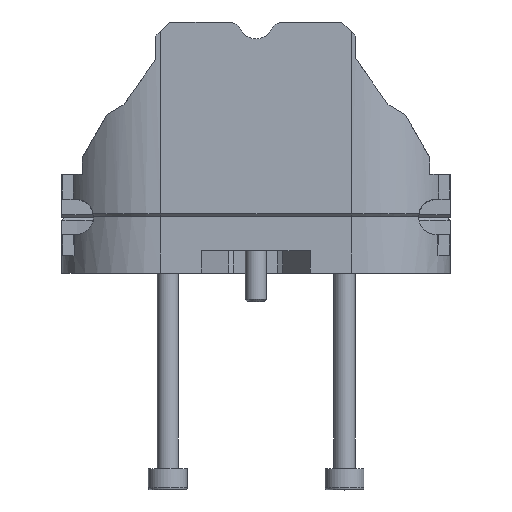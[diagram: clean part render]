
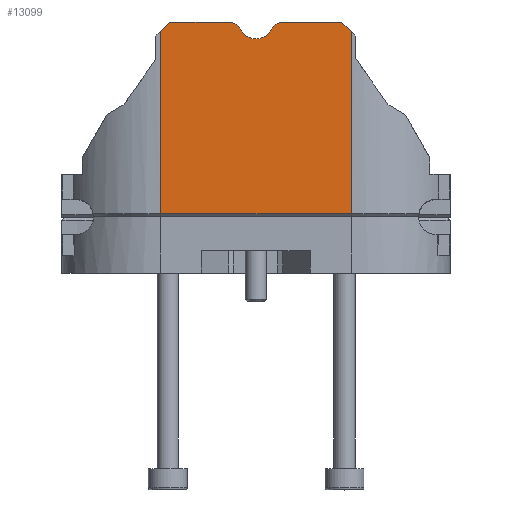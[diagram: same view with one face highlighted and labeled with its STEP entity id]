
A CAD part, top view. The second image highlights one B-rep face of the part: STEP entity #13099.
In plain terms, the highlighted planar face has unit normal (0, 0, 1).
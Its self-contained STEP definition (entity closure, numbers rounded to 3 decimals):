
#1066=PLANE('',#14114);
#1555=FACE_OUTER_BOUND('',#2316,.T.);
#2316=EDGE_LOOP('',(#10275,#10276,#10277,#10278,#10279,#10280,#10281,#10282,
#10283,#10284));
#2928=CIRCLE('',#14115,2.);
#2929=CIRCLE('',#14116,2.4);
#2930=CIRCLE('',#14117,2.);
#3211=LINE('',#18336,#4363);
#3857=LINE('',#20619,#5009);
#3859=LINE('',#20629,#5011);
#3860=LINE('',#20631,#5012);
#3861=LINE('',#20633,#5013);
#3862=LINE('',#20641,#5014);
#3863=LINE('',#20642,#5015);
#4363=VECTOR('',#14835,10.);
#5009=VECTOR('',#16393,10.);
#5011=VECTOR('',#16403,10.);
#5012=VECTOR('',#16404,10.);
#5013=VECTOR('',#16405,10.);
#5014=VECTOR('',#16412,10.);
#5015=VECTOR('',#16413,10.);
#5551=VERTEX_POINT('',#18333);
#5552=VERTEX_POINT('',#18335);
#6101=VERTEX_POINT('',#20618);
#6105=VERTEX_POINT('',#20628);
#6106=VERTEX_POINT('',#20630);
#6107=VERTEX_POINT('',#20632);
#6108=VERTEX_POINT('',#20634);
#6109=VERTEX_POINT('',#20636);
#6110=VERTEX_POINT('',#20638);
#6111=VERTEX_POINT('',#20640);
#6822=EDGE_CURVE('',#5551,#5552,#3211,.T.);
#7662=EDGE_CURVE('',#6101,#5552,#3857,.T.);
#7667=EDGE_CURVE('',#5551,#6105,#3859,.T.);
#7668=EDGE_CURVE('',#6105,#6106,#3860,.T.);
#7669=EDGE_CURVE('',#6106,#6107,#3861,.T.);
#7670=EDGE_CURVE('',#6107,#6108,#2928,.T.);
#7671=EDGE_CURVE('',#6108,#6109,#2929,.T.);
#7672=EDGE_CURVE('',#6109,#6110,#2930,.T.);
#7673=EDGE_CURVE('',#6110,#6111,#3862,.T.);
#7674=EDGE_CURVE('',#6111,#6101,#3863,.T.);
#10275=ORIENTED_EDGE('',*,*,#7662,.T.);
#10276=ORIENTED_EDGE('',*,*,#6822,.F.);
#10277=ORIENTED_EDGE('',*,*,#7667,.T.);
#10278=ORIENTED_EDGE('',*,*,#7668,.T.);
#10279=ORIENTED_EDGE('',*,*,#7669,.T.);
#10280=ORIENTED_EDGE('',*,*,#7670,.T.);
#10281=ORIENTED_EDGE('',*,*,#7671,.T.);
#10282=ORIENTED_EDGE('',*,*,#7672,.T.);
#10283=ORIENTED_EDGE('',*,*,#7673,.T.);
#10284=ORIENTED_EDGE('',*,*,#7674,.T.);
#13099=ADVANCED_FACE('',(#1555),#1066,.T.);
#14114=AXIS2_PLACEMENT_3D('',#20627,#16401,#16402);
#14115=AXIS2_PLACEMENT_3D('',#20635,#16406,#16407);
#14116=AXIS2_PLACEMENT_3D('',#20637,#16408,#16409);
#14117=AXIS2_PLACEMENT_3D('',#20639,#16410,#16411);
#14835=DIRECTION('',(-1.,0.,0.));
#16393=DIRECTION('',(0.,-1.,0.));
#16401=DIRECTION('center_axis',(0.,0.,
1.));
#16402=DIRECTION('ref_axis',(1.,0.,0.));
#16403=DIRECTION('',(0.,1.,0.));
#16404=DIRECTION('',(-0.707,0.707,0.));
#16405=DIRECTION('',(-1.,0.,0.));
#16406=DIRECTION('center_axis',(0.,0.,
1.));
#16407=DIRECTION('ref_axis',(-0.522,0.853,0.));
#16408=DIRECTION('center_axis',(0.,0.,
-1.));
#16409=DIRECTION('ref_axis',(0.,-1.,0.));
#16410=DIRECTION('center_axis',(0.,0.,
1.));
#16411=DIRECTION('ref_axis',(0.522,0.853,0.));
#16412=DIRECTION('',(-1.,0.,0.));
#16413=DIRECTION('',(-0.707,-0.707,0.));
#18333=CARTESIAN_POINT('',(13.5,13.242,66.161));
#18335=CARTESIAN_POINT('',(-13.5,13.242,66.161));
#18336=CARTESIAN_POINT('',(-12.041,13.242,66.161));
#20618=CARTESIAN_POINT('',(-13.5,39.129,66.161));
#20619=CARTESIAN_POINT('',(-13.5,7.842,66.161));
#20627=CARTESIAN_POINT('Origin',(-13.5,7.842,66.161));
#20628=CARTESIAN_POINT('',(13.5,39.058,66.161));
#20629=CARTESIAN_POINT('',(13.5,7.842,66.161));
#20630=CARTESIAN_POINT('',(12.139,40.419,66.161));
#20631=CARTESIAN_POINT('',(15.523,37.035,66.161));
#20632=CARTESIAN_POINT('',(3.919,40.419,66.161));
#20633=CARTESIAN_POINT('',(0.,40.419,66.161));
#20634=CARTESIAN_POINT('',(2.138,39.328,66.161));
#20635=CARTESIAN_POINT('Origin',(3.919,38.419,66.161));
#20636=CARTESIAN_POINT('',(-2.138,39.328,66.161));
#20637=CARTESIAN_POINT('Origin',(0.,40.419,
66.161));
#20638=CARTESIAN_POINT('',(-3.919,40.419,66.161));
#20639=CARTESIAN_POINT('Origin',(-3.919,38.419,66.161));
#20640=CARTESIAN_POINT('',(-12.21,40.419,66.161));
#20641=CARTESIAN_POINT('',(0.,40.419,66.161));
#20642=CARTESIAN_POINT('',(-15.577,37.052,66.161));
